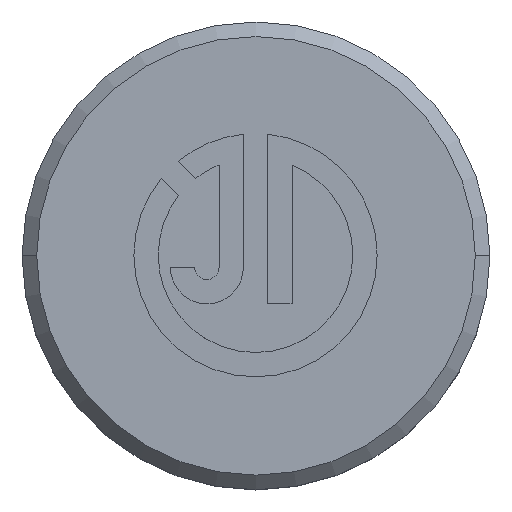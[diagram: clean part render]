
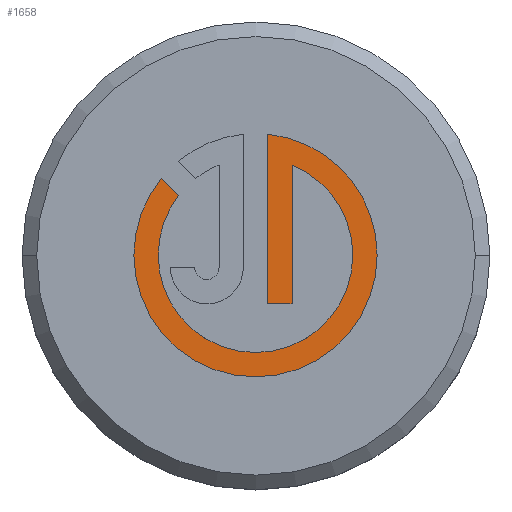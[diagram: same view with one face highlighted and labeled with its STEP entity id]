
A CAD part, top view. The second image highlights one B-rep face of the part: STEP entity #1658.
In plain terms, the highlighted planar face has unit normal (0, 0, 1).
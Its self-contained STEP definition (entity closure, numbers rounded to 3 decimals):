
#14 = PLANE ( 'NONE',  #149 ) ;
#40 = ORIENTED_EDGE ( 'NONE', *, *, #376, .T. ) ;
#41 = EDGE_CURVE ( 'NONE', #1432, #1394, #1510, .T. ) ;
#66 = CARTESIAN_POINT ( 'NONE',  ( 1.232, -1.642, 59.9 ) ) ;
#119 = VERTEX_POINT ( 'NONE', #401 ) ;
#145 = CARTESIAN_POINT ( 'NONE',  ( -2.645, 2.063, 59.9 ) ) ;
#149 = AXIS2_PLACEMENT_3D ( 'NONE', #328, #471, #1535 ) ;
#172 = AXIS2_PLACEMENT_3D ( 'NONE', #378, #371, #237 ) ;
#207 = CARTESIAN_POINT ( 'NONE',  ( 0.4, 4.161, 59.9 ) ) ;
#229 = ORIENTED_EDGE ( 'NONE', *, *, #41, .T. ) ;
#233 = VERTEX_POINT ( 'NONE', #382 ) ;
#237 = DIRECTION ( 'NONE',  ( 1., 0., 0. ) ) ;
#254 = VECTOR ( 'NONE', #758, 1000. ) ;
#256 = DIRECTION ( 'NONE',  ( 1., 0., 0. ) ) ;
#277 = EDGE_CURVE ( 'NONE', #233, #1199, #1862, .T. ) ;
#328 = CARTESIAN_POINT ( 'NONE',  ( 0., 0., 59.9 ) ) ;
#330 = EDGE_CURVE ( 'NONE', #467, #1370, #1352, .T. ) ;
#344 = EDGE_CURVE ( 'NONE', #1370, #1920, #1720, .T. ) ;
#358 = DIRECTION ( 'NONE',  ( 0., 0., -1. ) ) ;
#371 = DIRECTION ( 'NONE',  ( 0., 0., 1. ) ) ;
#376 = EDGE_CURVE ( 'NONE', #119, #467, #1696, .T. ) ;
#378 = CARTESIAN_POINT ( 'NONE',  ( -0.016, 0.022, 59.9 ) ) ;
#382 = CARTESIAN_POINT ( 'NONE',  ( 3.312, 0.022, 59.9 ) ) ;
#387 = CARTESIAN_POINT ( 'NONE',  ( 1.232, 0., 59.9 ) ) ;
#401 = CARTESIAN_POINT ( 'NONE',  ( -3.237, 2.655, 59.9 ) ) ;
#467 = VERTEX_POINT ( 'NONE', #537 ) ;
#471 = DIRECTION ( 'NONE',  ( 0., 0., 1. ) ) ;
#491 = ORIENTED_EDGE ( 'NONE', *, *, #969, .T. ) ;
#537 = CARTESIAN_POINT ( 'NONE',  ( -4.176, 0.022, 59.9 ) ) ;
#540 = ORIENTED_EDGE ( 'NONE', *, *, #739, .T. ) ;
#640 = ORIENTED_EDGE ( 'NONE', *, *, #1531, .T. ) ;
#643 = CARTESIAN_POINT ( 'NONE',  ( 1.232, 3.107, 59.9 ) ) ;
#719 = VECTOR ( 'NONE', #1206, 1000. ) ;
#739 = EDGE_CURVE ( 'NONE', #1199, #1938, #1178, .T. ) ;
#758 = DIRECTION ( 'NONE',  ( 0., -1., 0. ) ) ;
#777 = CARTESIAN_POINT ( 'NONE',  ( -0.016, 0.022, 59.9 ) ) ;
#815 = VERTEX_POINT ( 'NONE', #643 ) ;
#922 = CIRCLE ( 'NONE', #982, 3.328 ) ;
#934 = DIRECTION ( 'NONE',  ( -1., 0., 0. ) ) ;
#941 = ORIENTED_EDGE ( 'NONE', *, *, #330, .T. ) ;
#969 = EDGE_CURVE ( 'NONE', #1394, #815, #1008, .T. ) ;
#982 = AXIS2_PLACEMENT_3D ( 'NONE', #1270, #358, #1416 ) ;
#999 = DIRECTION ( 'NONE',  ( 0., 0., 1. ) ) ;
#1008 = LINE ( 'NONE', #387, #1388 ) ;
#1079 = CARTESIAN_POINT ( 'NONE',  ( 0., -1.642, 59.9 ) ) ;
#1137 = AXIS2_PLACEMENT_3D ( 'NONE', #1526, #1390, #1382 ) ;
#1178 = CIRCLE ( 'NONE', #1765, 3.328 ) ;
#1192 = EDGE_CURVE ( 'NONE', #1920, #1432, #1870, .T. ) ;
#1199 = VERTEX_POINT ( 'NONE', #1954 ) ;
#1206 = DIRECTION ( 'NONE',  ( -0.707, 0.707, 0. ) ) ;
#1224 = AXIS2_PLACEMENT_3D ( 'NONE', #1739, #999, #1447 ) ;
#1266 = CARTESIAN_POINT ( 'NONE',  ( 4.144, 0.022, 59.9 ) ) ;
#1270 = CARTESIAN_POINT ( 'NONE',  ( -0.016, 0.022, 59.9 ) ) ;
#1345 = ORIENTED_EDGE ( 'NONE', *, *, #344, .T. ) ;
#1352 = CIRCLE ( 'NONE', #1224, 4.16 ) ;
#1370 = VERTEX_POINT ( 'NONE', #1266 ) ;
#1382 = DIRECTION ( 'NONE',  ( -1., 0., 0. ) ) ;
#1388 = VECTOR ( 'NONE', #1729, 1000. ) ;
#1390 = DIRECTION ( 'NONE',  ( 0., 0., -1. ) ) ;
#1394 = VERTEX_POINT ( 'NONE', #66 ) ;
#1404 = ORIENTED_EDGE ( 'NONE', *, *, #1784, .T. ) ;
#1416 = DIRECTION ( 'NONE',  ( -1., 0., 0. ) ) ;
#1418 = FACE_OUTER_BOUND ( 'NONE', #1721, .T. ) ;
#1432 = VERTEX_POINT ( 'NONE', #1436 ) ;
#1435 = DIRECTION ( 'NONE',  ( 1., 0., 0. ) ) ;
#1436 = CARTESIAN_POINT ( 'NONE',  ( 0.4, -1.642, 59.9 ) ) ;
#1447 = DIRECTION ( 'NONE',  ( 1., 0., 0. ) ) ;
#1499 = ORIENTED_EDGE ( 'NONE', *, *, #1192, .T. ) ;
#1500 = LINE ( 'NONE', #145, #719 ) ;
#1510 = LINE ( 'NONE', #1079, #1832 ) ;
#1526 = CARTESIAN_POINT ( 'NONE',  ( -0.016, 0.022, 59.9 ) ) ;
#1531 = EDGE_CURVE ( 'NONE', #1938, #119, #1500, .T. ) ;
#1535 = DIRECTION ( 'NONE',  ( 1., 0., 0. ) ) ;
#1586 = DIRECTION ( 'NONE',  ( 0., 0., 1. ) ) ;
#1593 = CARTESIAN_POINT ( 'NONE',  ( -0.016, 0.022, 59.9 ) ) ;
#1650 = CARTESIAN_POINT ( 'NONE',  ( 0.4, 0., 59.9 ) ) ;
#1658 = ADVANCED_FACE ( 'NONE', ( #1418 ), #14, .T. ) ;
#1696 = CIRCLE ( 'NONE', #172, 4.16 ) ;
#1720 = CIRCLE ( 'NONE', #1842, 4.16 ) ;
#1721 = EDGE_LOOP ( 'NONE', ( #1404, #1794, #540, #640, #40, #941, #1345, #1499, #229, #491 ) ) ;
#1729 = DIRECTION ( 'NONE',  ( 0., 1., 0. ) ) ;
#1732 = CARTESIAN_POINT ( 'NONE',  ( -2.645, 2.063, 59.9 ) ) ;
#1739 = CARTESIAN_POINT ( 'NONE',  ( -0.016, 0.022, 59.9 ) ) ;
#1765 = AXIS2_PLACEMENT_3D ( 'NONE', #777, #1833, #934 ) ;
#1784 = EDGE_CURVE ( 'NONE', #815, #233, #922, .T. ) ;
#1794 = ORIENTED_EDGE ( 'NONE', *, *, #277, .T. ) ;
#1832 = VECTOR ( 'NONE', #256, 1000. ) ;
#1833 = DIRECTION ( 'NONE',  ( 0., 0., -1. ) ) ;
#1842 = AXIS2_PLACEMENT_3D ( 'NONE', #1593, #1586, #1435 ) ;
#1862 = CIRCLE ( 'NONE', #1137, 3.328 ) ;
#1870 = LINE ( 'NONE', #1650, #254 ) ;
#1920 = VERTEX_POINT ( 'NONE', #207 ) ;
#1938 = VERTEX_POINT ( 'NONE', #1732 ) ;
#1954 = CARTESIAN_POINT ( 'NONE',  ( -3.344, 0.022, 59.9 ) ) ;
